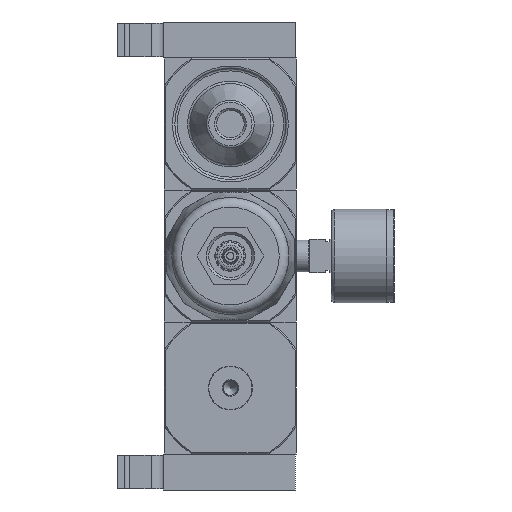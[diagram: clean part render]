
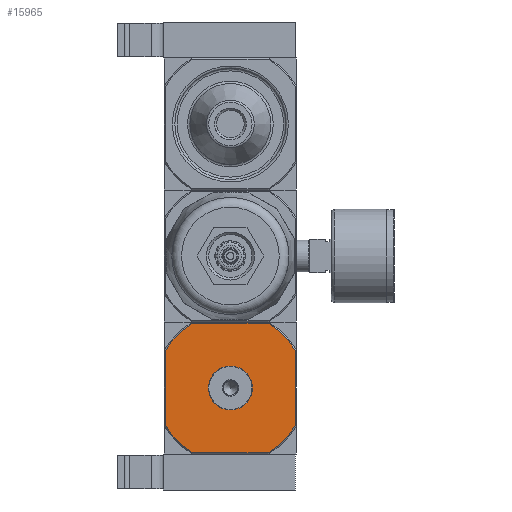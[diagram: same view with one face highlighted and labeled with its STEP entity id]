
A CAD part, front view. The second image highlights one B-rep face of the part: STEP entity #15965.
In plain terms, the highlighted planar face has unit normal (0, -1, 0).
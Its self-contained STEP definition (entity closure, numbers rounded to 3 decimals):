
#1726=CIRCLE('',#22123,6.579);
#1727=CIRCLE('',#22124,31.25);
#1728=CIRCLE('',#22125,31.25);
#1729=CIRCLE('',#22126,31.25);
#1730=CIRCLE('',#22127,31.25);
#5799=ORIENTED_EDGE('',*,*,#8241,.F.);
#5800=ORIENTED_EDGE('',*,*,#8242,.T.);
#5801=ORIENTED_EDGE('',*,*,#8243,.F.);
#5802=ORIENTED_EDGE('',*,*,#8237,.T.);
#5803=ORIENTED_EDGE('',*,*,#8244,.F.);
#5804=ORIENTED_EDGE('',*,*,#8245,.F.);
#5805=ORIENTED_EDGE('',*,*,#8246,.F.);
#5806=ORIENTED_EDGE('',*,*,#8247,.F.);
#5807=ORIENTED_EDGE('',*,*,#8248,.F.);
#8237=EDGE_CURVE('',#9836,#9837,#10897,.T.);
#8241=EDGE_CURVE('',#9840,#9840,#1726,.T.);
#8242=EDGE_CURVE('',#9841,#9842,#10899,.T.);
#8243=EDGE_CURVE('',#9836,#9842,#1727,.T.);
#8244=EDGE_CURVE('',#9843,#9837,#1728,.T.);
#8245=EDGE_CURVE('',#9844,#9843,#10900,.T.);
#8246=EDGE_CURVE('',#9845,#9844,#1729,.T.);
#8247=EDGE_CURVE('',#9846,#9845,#10901,.T.);
#8248=EDGE_CURVE('',#9841,#9846,#1730,.T.);
#9836=VERTEX_POINT('',#32554);
#9837=VERTEX_POINT('',#32555);
#9840=VERTEX_POINT('',#32569);
#9841=VERTEX_POINT('',#32571);
#9842=VERTEX_POINT('',#32572);
#9843=VERTEX_POINT('',#32575);
#9844=VERTEX_POINT('',#32577);
#9845=VERTEX_POINT('',#32579);
#9846=VERTEX_POINT('',#32581);
#10897=LINE('',#32553,#11904);
#10899=LINE('',#32570,#11906);
#10900=LINE('',#32576,#11907);
#10901=LINE('',#32580,#11908);
#11904=VECTOR('',#26564,1000.);
#11906=VECTOR('',#26570,1000.);
#11907=VECTOR('',#26575,1000.);
#11908=VECTOR('',#26578,1000.);
#13108=EDGE_LOOP('',(#5799));
#13109=EDGE_LOOP('',(#5800,#5801,#5802,#5803,#5804,#5805,#5806,#5807));
#14404=FACE_BOUND('',#13108,.T.);
#14405=FACE_BOUND('',#13109,.T.);
#15056=PLANE('',#22122);
#15965=ADVANCED_FACE('',(#14404,#14405),#15056,.F.);
#22122=AXIS2_PLACEMENT_3D('',#32567,#26566,#26567);
#22123=AXIS2_PLACEMENT_3D('',#32568,#26568,#26569);
#22124=AXIS2_PLACEMENT_3D('',#32573,#26571,#26572);
#22125=AXIS2_PLACEMENT_3D('',#32574,#26573,#26574);
#22126=AXIS2_PLACEMENT_3D('',#32578,#26576,#26577);
#22127=AXIS2_PLACEMENT_3D('',#32582,#26579,#26580);
#26564=DIRECTION('',(0.,0.,-1.));
#26566=DIRECTION('',(0.,1.,0.));
#26567=DIRECTION('',(0.,0.,1.));
#26568=DIRECTION('',(0.,-1.,0.));
#26569=DIRECTION('',(0.,0.,-1.));
#26570=DIRECTION('',(-1.,0.,0.));
#26571=DIRECTION('',(0.,1.,0.));
#26572=DIRECTION('',(-1.,0.,0.));
#26573=DIRECTION('',(0.,1.,0.));
#26574=DIRECTION('',(-1.,0.,0.));
#26575=DIRECTION('',(-1.,0.,0.));
#26576=DIRECTION('',(0.,1.,0.));
#26577=DIRECTION('',(-1.,0.,0.));
#26578=DIRECTION('',(0.,0.,-1.));
#26579=DIRECTION('',(0.,1.,0.));
#26580=DIRECTION('',(-1.,0.,0.));
#32553=CARTESIAN_POINT('',(-27.,-27.5,27.5));
#32554=CARTESIAN_POINT('',(-27.,-27.5,15.734));
#32555=CARTESIAN_POINT('',(-27.,-27.5,-15.734));
#32567=CARTESIAN_POINT('',(-27.,-27.5,27.5));
#32568=CARTESIAN_POINT('',(0.,-27.5,0.));
#32569=CARTESIAN_POINT('',(0.,-27.5,-6.579));
#32570=CARTESIAN_POINT('',(27.5,-27.5,27.));
#32571=CARTESIAN_POINT('',(15.734,-27.5,27.));
#32572=CARTESIAN_POINT('',(-15.734,-27.5,27.));
#32573=CARTESIAN_POINT('',(0.,-27.5,0.));
#32574=CARTESIAN_POINT('',(0.,-27.5,0.));
#32575=CARTESIAN_POINT('',(-15.734,-27.5,-27.));
#32576=CARTESIAN_POINT('',(27.5,-27.5,-27.));
#32577=CARTESIAN_POINT('',(15.734,-27.5,-27.));
#32578=CARTESIAN_POINT('',(0.,-27.5,0.));
#32579=CARTESIAN_POINT('',(27.,-27.5,-15.734));
#32580=CARTESIAN_POINT('',(27.,-27.5,27.5));
#32581=CARTESIAN_POINT('',(27.,-27.5,15.734));
#32582=CARTESIAN_POINT('',(0.,-27.5,0.));
